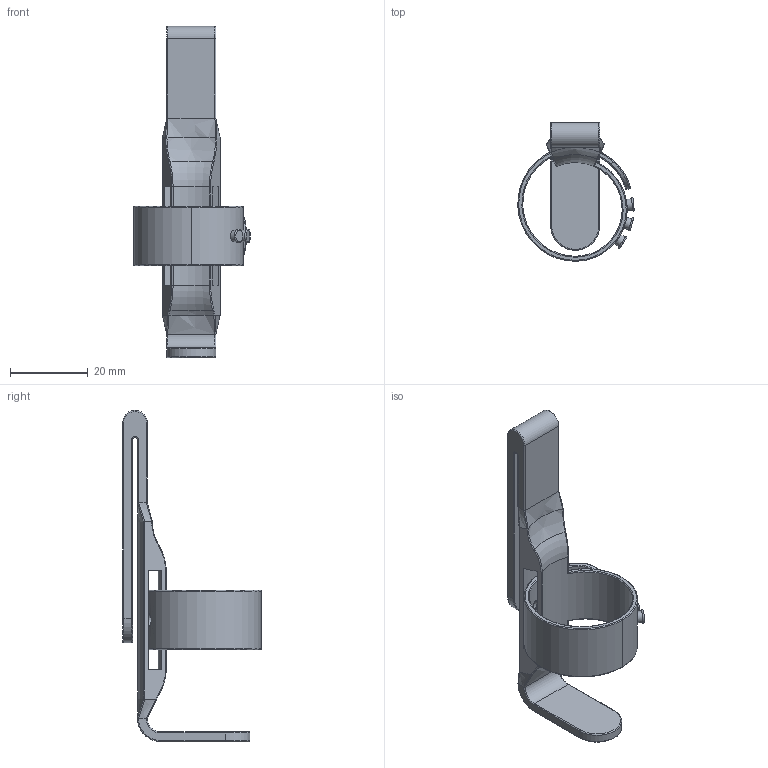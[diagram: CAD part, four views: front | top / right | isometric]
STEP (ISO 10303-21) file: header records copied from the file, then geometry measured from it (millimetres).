
FILE_DESCRIPTION(/* description */ (''),/* implementation_level */ '2;1');
FILE_NAME(/* name */ 'Ortesis_1_Cepillo de dientes.step',/* time_stamp */ '2023-11-21T20:05:41+01:00',/* author */ (''),/* organization */ (''),/* preprocessor_version */ 'ST-DEVELOPER v20',/* originating_system */ 'Autodesk Translation Framework v12.14.0.127',/* authorisation */ '');
FILE_SCHEMA (('AUTOMOTIVE_DESIGN { 1 0 10303 214 3 1 1 }'));
Length unit declared in the file: millimetre
Products named in the file (1): Ortesis_1_Cepillo de dientes
Bounding box: 30.03 x 35.7 x 85.5 mm (x, y, z)
Volume: 8026.7 mm3; surface area: 9056.3 mm2
Topology: 1 solids, 1 shells, 123 faces, 297 edges, 181 vertices
Faces by surface type: bspline 38, cylinder 33, torus 25, plane 22, cone 5
Full cylindrical faces by diameter (mm): 2.9 x3
Entity records: 9077 total; most frequent: CARTESIAN_POINT 6322, ORIENTED_EDGE 594, DIRECTION 514, EDGE_CURVE 297, AXIS2_PLACEMENT_3D 210, VERTEX_POINT 181, EDGE_LOOP 140, FACE_OUTER_BOUND 123
